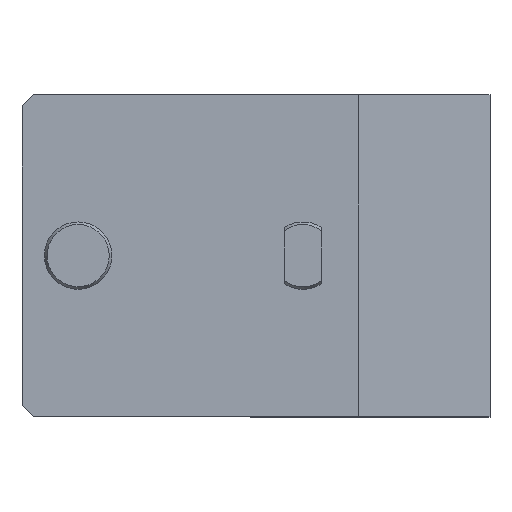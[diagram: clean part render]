
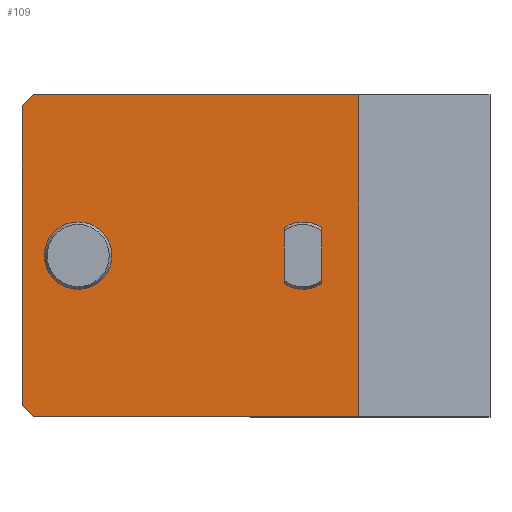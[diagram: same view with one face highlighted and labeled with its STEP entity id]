
A CAD part, top view. The second image highlights one B-rep face of the part: STEP entity #109.
In plain terms, the highlighted planar face has unit normal (0, 0, 1).
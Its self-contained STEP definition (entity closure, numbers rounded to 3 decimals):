
#109=ADVANCED_FACE('',(#250,#251,#252),#169,.T.);
#169=PLANE('',#1048);
#204=CIRCLE('',#1045,9.);
#205=CIRCLE('',#1046,9.);
#206=CIRCLE('',#1047,9.);
#250=FACE_BOUND('',#286,.T.);
#251=FACE_BOUND('',#287,.T.);
#252=FACE_BOUND('',#288,.T.);
#286=EDGE_LOOP('',(#366,#367,#368,#369,#370,#371));
#287=EDGE_LOOP('',(#372));
#288=EDGE_LOOP('',(#373,#374,#375,#376));
#366=ORIENTED_EDGE('',*,*,#721,.F.);
#367=ORIENTED_EDGE('',*,*,#722,.T.);
#368=ORIENTED_EDGE('',*,*,#723,.T.);
#369=ORIENTED_EDGE('',*,*,#724,.F.);
#370=ORIENTED_EDGE('',*,*,#725,.T.);
#371=ORIENTED_EDGE('',*,*,#726,.F.);
#372=ORIENTED_EDGE('',*,*,#727,.F.);
#373=ORIENTED_EDGE('',*,*,#728,.F.);
#374=ORIENTED_EDGE('',*,*,#729,.F.);
#375=ORIENTED_EDGE('',*,*,#730,.F.);
#376=ORIENTED_EDGE('',*,*,#731,.F.);
#628=VERTEX_POINT('',#1459);
#629=VERTEX_POINT('',#1460);
#630=VERTEX_POINT('',#1462);
#631=VERTEX_POINT('',#1464);
#632=VERTEX_POINT('',#1466);
#633=VERTEX_POINT('',#1468);
#634=VERTEX_POINT('',#1471);
#635=VERTEX_POINT('',#1473);
#636=VERTEX_POINT('',#1474);
#637=VERTEX_POINT('',#1476);
#638=VERTEX_POINT('',#1478);
#721=EDGE_CURVE('',#628,#629,#852,.T.);
#722=EDGE_CURVE('',#628,#630,#853,.T.);
#723=EDGE_CURVE('',#630,#631,#854,.T.);
#724=EDGE_CURVE('',#632,#631,#855,.T.);
#725=EDGE_CURVE('',#632,#633,#856,.T.);
#726=EDGE_CURVE('',#629,#633,#857,.T.);
#727=EDGE_CURVE('',#634,#634,#204,.T.);
#728=EDGE_CURVE('',#635,#636,#858,.T.);
#729=EDGE_CURVE('',#637,#635,#205,.T.);
#730=EDGE_CURVE('',#638,#637,#859,.T.);
#731=EDGE_CURVE('',#636,#638,#206,.T.);
#852=LINE('',#1458,#932);
#853=LINE('',#1461,#933);
#854=LINE('',#1463,#934);
#855=LINE('',#1465,#935);
#856=LINE('',#1467,#936);
#857=LINE('',#1469,#937);
#858=LINE('',#1472,#938);
#859=LINE('',#1477,#939);
#932=VECTOR('',#1159,1.);
#933=VECTOR('',#1160,1.);
#934=VECTOR('',#1161,1.);
#935=VECTOR('',#1162,1.);
#936=VECTOR('',#1163,1.);
#937=VECTOR('',#1164,1.);
#938=VECTOR('',#1167,1.);
#939=VECTOR('',#1170,1.);
#1045=AXIS2_PLACEMENT_3D('',#1470,#1165,#1166);
#1046=AXIS2_PLACEMENT_3D('',#1475,#1168,#1169);
#1047=AXIS2_PLACEMENT_3D('',#1479,#1171,#1172);
#1048=AXIS2_PLACEMENT_3D('',#1480,#1173,#1174);
#1159=DIRECTION('',(-0.707,0.707,0.));
#1160=DIRECTION('',(1.,0.,0.));
#1161=DIRECTION('',(0.,1.,0.));
#1162=DIRECTION('',(1.,0.,0.));
#1163=DIRECTION('',(-0.707,-0.707,0.));
#1164=DIRECTION('',(0.,1.,0.));
#1165=DIRECTION('',(0.,0.,1.));
#1166=DIRECTION('',(1.,0.,0.));
#1167=DIRECTION('',(0.,1.,0.));
#1168=DIRECTION('',(0.,0.,1.));
#1169=DIRECTION('',(1.,0.,0.));
#1170=DIRECTION('',(0.,-1.,0.));
#1171=DIRECTION('',(0.,0.,1.));
#1172=DIRECTION('',(1.,0.,0.));
#1173=DIRECTION('',(0.,0.,1.));
#1174=DIRECTION('',(1.,0.,0.));
#1458=CARTESIAN_POINT('',(-12.,-43.,0.));
#1459=CARTESIAN_POINT('',(-12.,-43.,0.));
#1460=CARTESIAN_POINT('',(-15.,-40.,0.));
#1461=CARTESIAN_POINT('',(-15.,-43.,0.));
#1462=CARTESIAN_POINT('',(75.,-43.,0.));
#1463=CARTESIAN_POINT('',(75.,-43.,0.));
#1464=CARTESIAN_POINT('',(75.,43.,0.));
#1465=CARTESIAN_POINT('',(-15.,43.,0.));
#1466=CARTESIAN_POINT('',(-12.,43.,0.));
#1467=CARTESIAN_POINT('',(-12.,43.,0.));
#1468=CARTESIAN_POINT('',(-15.,40.,0.));
#1469=CARTESIAN_POINT('',(-15.,-43.,0.));
#1470=CARTESIAN_POINT('',(0.,0.,0.));
#1471=CARTESIAN_POINT('',(9.,0.,0.));
#1472=CARTESIAN_POINT('',(65.,-7.483,0.));
#1473=CARTESIAN_POINT('',(65.,-7.483,0.));
#1474=CARTESIAN_POINT('',(65.,7.483,0.));
#1475=CARTESIAN_POINT('',(60.,0.,0.));
#1476=CARTESIAN_POINT('',(55.,-7.483,0.));
#1477=CARTESIAN_POINT('',(55.,7.483,0.));
#1478=CARTESIAN_POINT('',(55.,7.483,0.));
#1479=CARTESIAN_POINT('',(60.,0.,0.));
#1480=CARTESIAN_POINT('',(-15.,-43.,0.));
